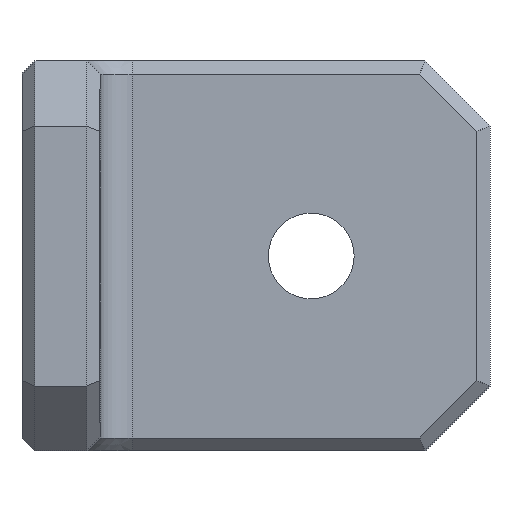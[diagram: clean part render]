
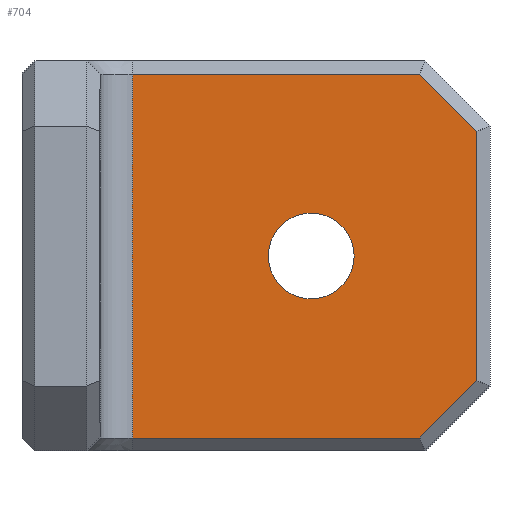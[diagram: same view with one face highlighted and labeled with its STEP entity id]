
A CAD part, left-side view. The second image highlights one B-rep face of the part: STEP entity #704.
In plain terms, the highlighted planar face has unit normal (-1, 0, 0).
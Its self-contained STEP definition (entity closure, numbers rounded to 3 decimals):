
#25=FACE_BOUND('',#123,.T.);
#34=CIRCLE('',#765,3.3);
#77=FACE_OUTER_BOUND('',#122,.T.);
#122=EDGE_LOOP('',(#621,#622,#623,#624,#625,#626));
#123=EDGE_LOOP('',(#627));
#178=LINE('',#1077,#262);
#184=LINE('',#1088,#268);
#189=LINE('',#1099,#273);
#196=LINE('',#1114,#280);
#198=LINE('',#1120,#282);
#205=LINE('',#1144,#289);
#262=VECTOR('',#873,10.);
#268=VECTOR('',#883,10.);
#273=VECTOR('',#892,10.);
#280=VECTOR('',#909,10.);
#282=VECTOR('',#917,10.);
#289=VECTOR('',#950,10.);
#328=VERTEX_POINT('',#1075);
#329=VERTEX_POINT('',#1076);
#332=VERTEX_POINT('',#1087);
#335=VERTEX_POINT('',#1097);
#336=VERTEX_POINT('',#1098);
#340=VERTEX_POINT('',#1116);
#344=VERTEX_POINT('',#1140);
#402=EDGE_CURVE('',#328,#329,#178,.T.);
#408=EDGE_CURVE('',#329,#332,#184,.T.);
#413=EDGE_CURVE('',#335,#336,#189,.T.);
#422=EDGE_CURVE('',#332,#335,#196,.T.);
#425=EDGE_CURVE('',#340,#328,#198,.T.);
#435=EDGE_CURVE('',#344,#344,#34,.T.);
#436=EDGE_CURVE('',#336,#340,#205,.T.);
#621=ORIENTED_EDGE('',*,*,#425,.F.);
#622=ORIENTED_EDGE('',*,*,#436,.F.);
#623=ORIENTED_EDGE('',*,*,#413,.F.);
#624=ORIENTED_EDGE('',*,*,#422,.F.);
#625=ORIENTED_EDGE('',*,*,#408,.F.);
#626=ORIENTED_EDGE('',*,*,#402,.F.);
#627=ORIENTED_EDGE('',*,*,#435,.T.);
#662=PLANE('',#770);
#704=ADVANCED_FACE('',(#77,#25),#662,.T.);
#765=AXIS2_PLACEMENT_3D('',#1142,#946,#947);
#770=AXIS2_PLACEMENT_3D('',#1151,#959,#960);
#873=DIRECTION('',(0.,-0.707,-0.707));
#883=DIRECTION('',(0.,0.,-1.));
#892=DIRECTION('',(0.,1.,0.));
#909=DIRECTION('',(0.,0.707,-0.707));
#917=DIRECTION('',(0.,-1.,0.));
#946=DIRECTION('center_axis',(1.,0.,0.));
#947=DIRECTION('ref_axis',(0.,1.,0.));
#950=DIRECTION('',(0.,0.,1.));
#959=DIRECTION('center_axis',(-1.,0.,0.));
#960=DIRECTION('ref_axis',(0.,-1.,0.));
#1075=CARTESIAN_POINT('',(0.,-24.586,14.));
#1076=CARTESIAN_POINT('',(0.,-29.,9.586));
#1077=CARTESIAN_POINT('',(0.,-23.043,15.543));
#1087=CARTESIAN_POINT('',(0.,-29.,-9.586));
#1088=CARTESIAN_POINT('',(0.,-29.,0.));
#1097=CARTESIAN_POINT('',(0.,-24.586,-14.));
#1098=CARTESIAN_POINT('',(0.,-2.5,-14.));
#1099=CARTESIAN_POINT('',(0.,-6.,-14.));
#1114=CARTESIAN_POINT('',(0.,-23.043,-15.543));
#1116=CARTESIAN_POINT('',(0.,-2.5,14.));
#1120=CARTESIAN_POINT('',(0.,-6.,14.));
#1140=CARTESIAN_POINT('',(0.,-19.55,0.));
#1142=CARTESIAN_POINT('Origin',(0.,-16.25,0.));
#1144=CARTESIAN_POINT('',(0.,-2.5,0.));
#1151=CARTESIAN_POINT('Origin',(0.,0.,0.));
